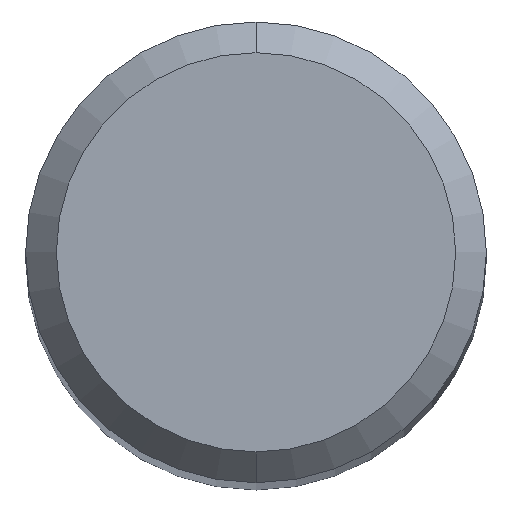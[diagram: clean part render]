
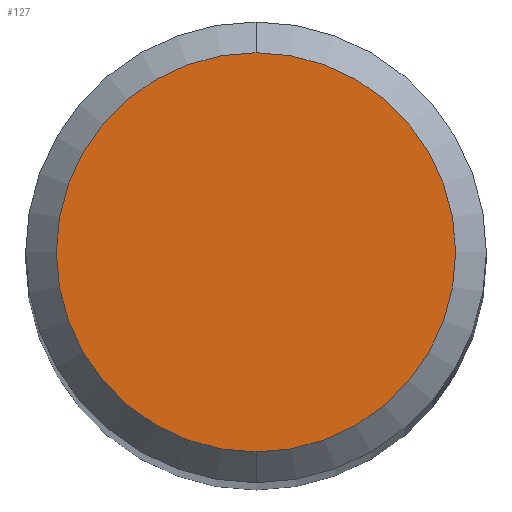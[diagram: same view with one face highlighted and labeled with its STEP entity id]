
A CAD part, top view. The second image highlights one B-rep face of the part: STEP entity #127.
In plain terms, the highlighted planar face has unit normal (0, 0, 1).
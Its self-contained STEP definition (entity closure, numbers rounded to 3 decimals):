
#103=VERTEX_POINT('',#247);
#127=ADVANCED_FACE('',(#274),#275,.T.);
#173=EDGE_CURVE('',#217,#103,#327,.T.);
#189=EDGE_CURVE('',#103,#217,#344,.T.);
#217=VERTEX_POINT('',#376);
#247=CARTESIAN_POINT('',(0.,-2.6,0.0));
#274=FACE_OUTER_BOUND('',#432,.T.);
#275=PLANE('',#433);
#327=CIRCLE('',#504,2.6);
#344=CIRCLE('',#526,2.6);
#376=CARTESIAN_POINT('',(0.0,2.6,0.0));
#432=EDGE_LOOP('',(#609,#610));
#433=AXIS2_PLACEMENT_3D('',#611,#612,#613);
#504=AXIS2_PLACEMENT_3D('',#679,#680,#681);
#526=AXIS2_PLACEMENT_3D('',#696,#697,#698);
#609=ORIENTED_EDGE('',*,*,#173,.F.);
#610=ORIENTED_EDGE('',*,*,#189,.F.);
#611=CARTESIAN_POINT('',(0.0,1.3,0.0));
#612=DIRECTION('',(-0.0,0.0,1.0));
#613=DIRECTION('',(0.0,-1.0,0.0));
#679=CARTESIAN_POINT('',(0.0,0.0,0.0));
#680=DIRECTION('',(0.0,0.0,-1.0));
#681=DIRECTION('',(0.0,1.0,0.0));
#696=CARTESIAN_POINT('',(0.0,0.0,0.0));
#697=DIRECTION('',(0.0,0.0,-1.0));
#698=DIRECTION('',(0.0,1.0,0.0));
